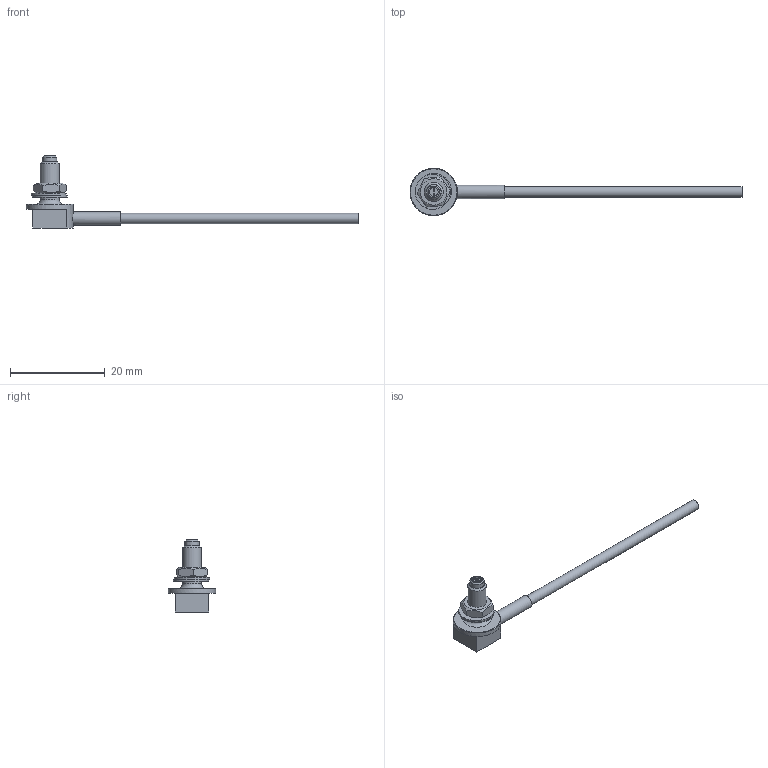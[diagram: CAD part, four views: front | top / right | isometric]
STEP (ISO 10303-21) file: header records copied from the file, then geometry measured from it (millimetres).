
FILE_DESCRIPTION(/* description */ (''),/* implementation_level */ '2;1');
FILE_NAME(/* name */ 'GPF-D21N.stp',/* time_stamp */ '2018-12-20T09:31:19+09:00',/* author */ ('user'),/* organization */ (''),/* preprocessor_version */ 'ST-DEVELOPER v17',/* originating_system */ 'Autodesk Inventor 2018',/* authorisation */ '');
FILE_SCHEMA (('AUTOMOTIVE_DESIGN { 1 0 10303 214 3 1 1 }'));
Length unit declared in the file: millimetre
Products named in the file (4): GPF-D21N; GPF-D21N_1; M4_NUT; M4_WASHER
Assembly tree (4 placements, depth 2):
  GPF-D21N
    GPF-D21N_1
    M4_NUT
    M4_WASHER  x2
Bounding box: 70 x 10 x 15.2 mm (x, y, z)
Volume: 742.8 mm3; surface area: 1105.2 mm2
Topology: 4 solids, 4 shells, 46 faces, 91 edges, 58 vertices
Faces by surface type: plane 28, cylinder 12, cone 5, torus 1
Full cylindrical faces by diameter (mm): 2.2 x1, 2.8 x1, 3 x1, 4 x4, 7.4 x2, 10 x1
Entity records: 1294 total; most frequent: CARTESIAN_POINT 248, DIRECTION 202, ORIENTED_EDGE 170, EDGE_CURVE 85, AXIS2_PLACEMENT_3D 82, VERTEX_POINT 54, EDGE_LOOP 51, FACE_OUTER_BOUND 42
